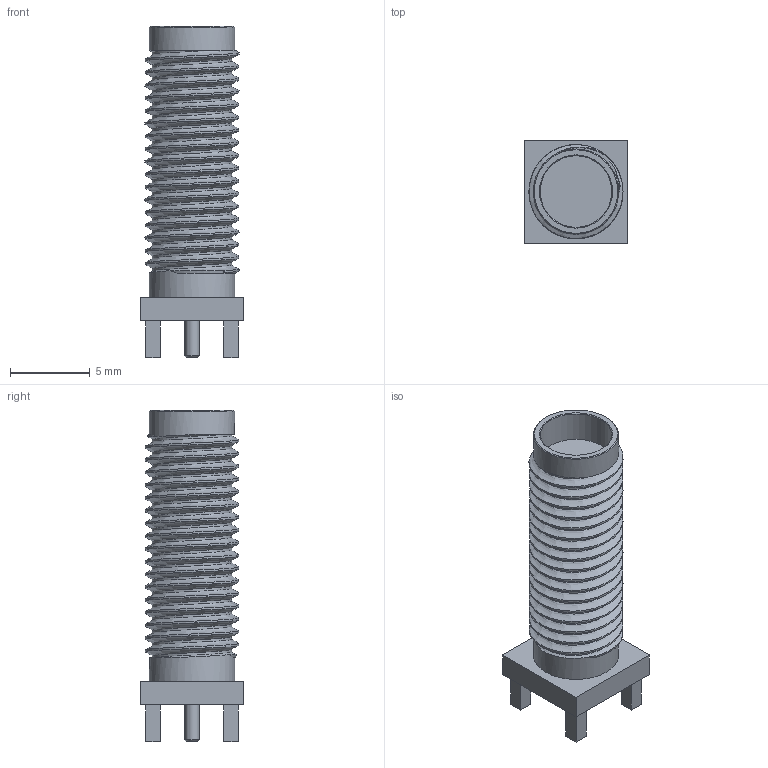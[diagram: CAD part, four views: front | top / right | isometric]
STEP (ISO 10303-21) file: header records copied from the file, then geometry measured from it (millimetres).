
FILE_DESCRIPTION(/* description */ (''),/* implementation_level */ '2;1');
FILE_NAME(/* name */ '',/* time_stamp */ '2023-07-13T11:58:32+08:00',/* author */ (''),/* organization */ (''),/* preprocessor_version */ 'ST-DEVELOPER v19.2',/* originating_system */ 'Autodesk Translation Framework v12.6.0.85',/* authorisation */ '');
FILE_SCHEMA (('AUTOMOTIVE_DESIGN { 1 0 10303 214 3 1 1 }'));
Length unit declared in the file: millimetre
Products named in the file (1): 天线座内孔正脚SMA
Bounding box: 6.5 x 6.5 x 20.8 mm (x, y, z)
Volume: 432 mm3; surface area: 639.5 mm2
Topology: 1 solids, 1 shells, 83 faces, 214 edges, 141 vertices
Faces by surface type: cylinder 42, plane 34, bspline 4, cone 3
Full cylindrical faces by diameter (mm): 0.9 x1, 3.538 x1, 4.5 x1, 4.997 x8, 5.35 x2, 5.901 x13
Entity records: 4715 total; most frequent: CARTESIAN_POINT 2823, ORIENTED_EDGE 428, DIRECTION 301, EDGE_CURVE 214, VERTEX_POINT 141, LINE 103, VECTOR 103, AXIS2_PLACEMENT_3D 99
